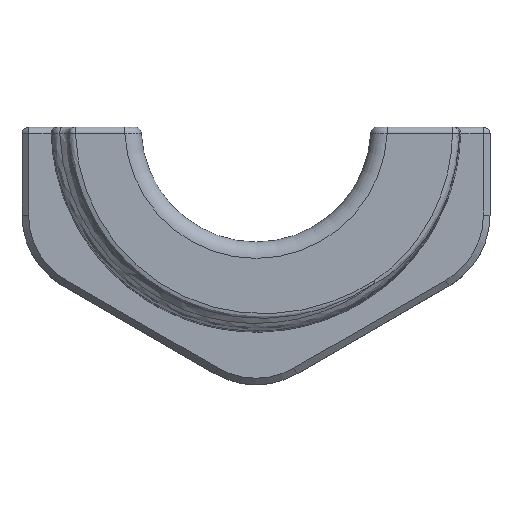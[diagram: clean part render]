
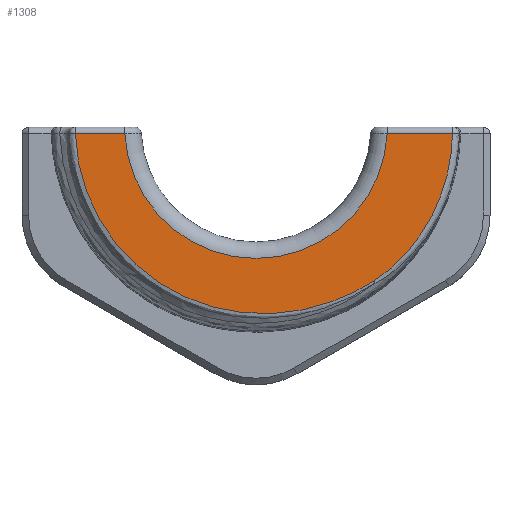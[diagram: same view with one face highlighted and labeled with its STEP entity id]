
A CAD part, top view. The second image highlights one B-rep face of the part: STEP entity #1308.
In plain terms, the highlighted planar face has unit normal (0, 0, 1).
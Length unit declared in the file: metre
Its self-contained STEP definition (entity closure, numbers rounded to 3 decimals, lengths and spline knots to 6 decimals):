
#82=B_SPLINE_CURVE_WITH_KNOTS('',3,(#1951,#1952,#1953,#1954,#1955,#1956,
#1957),.UNSPECIFIED.,.F.,.F.,(4,1,1,1,4),(0.,0.002672,0.005344,
0.008015,0.010687),.UNSPECIFIED.);
#83=B_SPLINE_CURVE_WITH_KNOTS('',3,(#1966,#1967,#1968,#1969,#1970,#1971,
#1972,#1973,#1974),.UNSPECIFIED.,.F.,.F.,(4,1,1,1,1,1,4),(0.029179,
0.035352,0.038438,0.041524,0.047697,
0.050783,0.053869),.UNSPECIFIED.);
#176=CIRCLE('',#1429,0.008);
#269=ORIENTED_EDGE('',*,*,#682,.T.);
#270=ORIENTED_EDGE('',*,*,#683,.T.);
#271=ORIENTED_EDGE('',*,*,#684,.T.);
#272=ORIENTED_EDGE('',*,*,#685,.T.);
#273=ORIENTED_EDGE('',*,*,#686,.T.);
#682=EDGE_CURVE('',#888,#889,#82,.T.);
#683=EDGE_CURVE('',#889,#890,#986,.T.);
#684=EDGE_CURVE('',#890,#891,#176,.F.);
#685=EDGE_CURVE('',#891,#892,#987,.T.);
#686=EDGE_CURVE('',#892,#888,#83,.T.);
#888=VERTEX_POINT('',#1958);
#889=VERTEX_POINT('',#1959);
#890=VERTEX_POINT('',#1961);
#891=VERTEX_POINT('',#1963);
#892=VERTEX_POINT('',#1965);
#986=LINE('',#1960,#1052);
#987=LINE('',#1964,#1053);
#1052=VECTOR('',#1598,1.);
#1053=VECTOR('',#1601,1.);
#1101=EDGE_LOOP('',(#269,#270,#271,#272,#273));
#1194=FACE_BOUND('',#1101,.T.);
#1286=PLANE('',#1428);
#1308=ADVANCED_FACE('',(#1194),#1286,.T.);
#1428=AXIS2_PLACEMENT_3D('',#1950,#1596,#1597);
#1429=AXIS2_PLACEMENT_3D('',#1962,#1599,#1600);
#1596=DIRECTION('',(0.,0.,1.));
#1597=DIRECTION('',(0.866,-0.5,0.));
#1598=DIRECTION('',(-1.,0.,0.));
#1599=DIRECTION('',(0.,0.,1.));
#1600=DIRECTION('',(0.866,-0.5,0.));
#1601=DIRECTION('',(-1.,0.,0.));
#1950=CARTESIAN_POINT('',(0.,0.,0.014));
#1951=CARTESIAN_POINT('',(0.00716,-0.00939,0.014));
#1952=CARTESIAN_POINT('',(0.007917,-0.008919,0.014));
#1953=CARTESIAN_POINT('',(0.009244,-0.007718,0.014));
#1954=CARTESIAN_POINT('',(0.010758,-0.005533,0.014));
#1955=CARTESIAN_POINT('',(0.011715,-0.003031,0.014));
#1956=CARTESIAN_POINT('',(0.011951,-0.00129,0.014));
#1957=CARTESIAN_POINT('',(0.011963,-0.0004,0.014));
#1958=CARTESIAN_POINT('',(0.00716,-0.00939,0.014));
#1959=CARTESIAN_POINT('',(0.011963,-0.0004,0.014));
#1960=CARTESIAN_POINT('',(0.,-0.0004,0.014));
#1961=CARTESIAN_POINT('',(0.00799,-0.0004,0.014));
#1962=CARTESIAN_POINT('',(0.,0.,0.014));
#1963=CARTESIAN_POINT('',(-0.00799,-0.0004,0.014));
#1964=CARTESIAN_POINT('',(0.,-0.0004,0.014));
#1965=CARTESIAN_POINT('',(-0.011003,-0.0004,0.014));
#1966=CARTESIAN_POINT('',(-0.011003,-0.0004,0.014));
#1967=CARTESIAN_POINT('',(-0.010941,-0.002438,0.014));
#1968=CARTESIAN_POINT('',(-0.00997,-0.005497,0.014));
#1969=CARTESIAN_POINT('',(-0.007276,-0.008605,0.014));
#1970=CARTESIAN_POINT('',(-0.003789,-0.010914,0.014));
#1971=CARTESIAN_POINT('',(0.000333,-0.011678,0.014));
#1972=CARTESIAN_POINT('',(0.004419,-0.010834,0.014));
#1973=CARTESIAN_POINT('',(0.006282,-0.009935,0.014));
#1974=CARTESIAN_POINT('',(0.00716,-0.00939,0.014));
